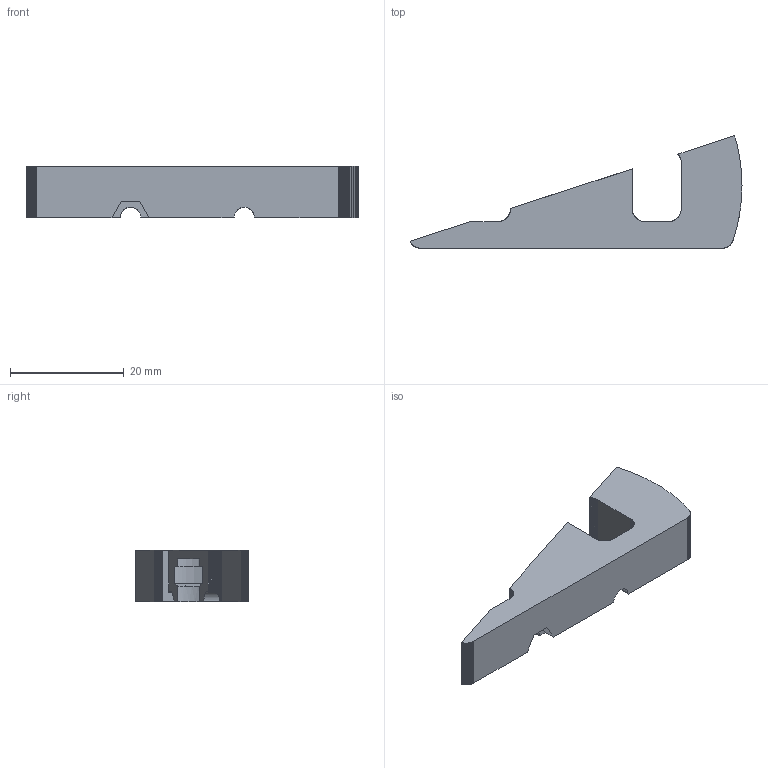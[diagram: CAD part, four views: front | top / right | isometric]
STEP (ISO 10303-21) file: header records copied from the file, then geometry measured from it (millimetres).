
FILE_DESCRIPTION(('FreeCAD Model'),'2;1');
FILE_NAME('Open CASCADE Shape Model','2026-02-24T18:15:08',(''),(''), 'Open CASCADE STEP processor 7.8','FreeCAD','Unknown');
FILE_SCHEMA(('AUTOMOTIVE_DESIGN { 1 0 10303 214 1 1 1 1 }'));
Length unit declared in the file: millimetre
Products named in the file (1): difference
Bounding box: 58.37 x 19.79 x 9 mm (x, y, z)
Volume: 3880.9 mm3; surface area: 2723.9 mm2
Topology: 1 solids, 1 shells, 226 faces, 665 edges, 444 vertices
Faces by surface type: plane 217, cylinder 7, cone 2
Full cylindrical faces by diameter (mm): 3.5 x2
Entity records: 7440 total; most frequent: CARTESIAN_POINT 1336, ORIENTED_EDGE 1330, DIRECTION 1184, EDGE_CURVE 665, LINE 600, VECTOR 600, VERTEX_POINT 444, AXIS2_PLACEMENT_3D 292
